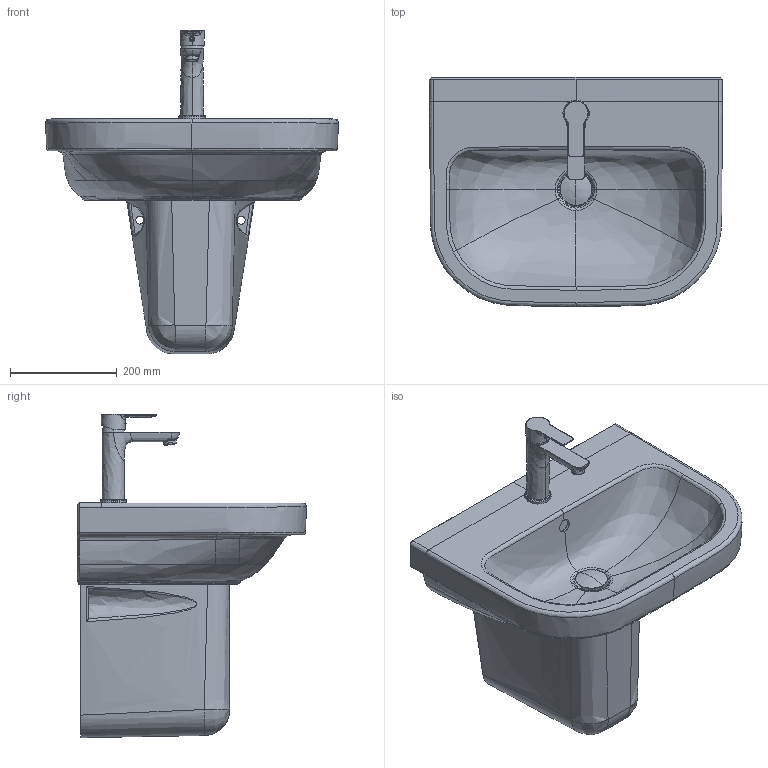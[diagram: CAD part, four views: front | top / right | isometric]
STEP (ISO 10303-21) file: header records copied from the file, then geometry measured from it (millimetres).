
FILE_DESCRIPTION(/* description */ (''),/* implementation_level */ '2;1');
FILE_NAME(/* name */ '239855_0857180000',/* time_stamp */ '2024-07-04T13:30:00+02:00',/* author */ (''),/* organization */ (''),/* preprocessor_version */ 'ST-DEVELOPER v15',/* originating_system */ '',/* authorisation */ '');
FILE_SCHEMA (('AUTOMOTIVE_DESIGN'));
Length unit declared in the file: millimetre
Products named in the file (1): Document
Bounding box: 550.01 x 430.02 x 607.25 mm (x, y, z)
Volume: 13872788.1 mm3; surface area: 1351708.4 mm2
Topology: 6 solids, 12 shells, 446 faces, 1093 edges, 664 vertices
Faces by surface type: bspline 372, plane 74
Entity records: 121989 total; most frequent: CARTESIAN_POINT 115503, ORIENTED_EDGE 2130, EDGE_CURVE 1081, B_SPLINE_CURVE_WITH_KNOTS 725, VERTEX_POINT 664, EDGE_LOOP 483, ADVANCED_FACE 446, FACE_OUTER_BOUND 446
